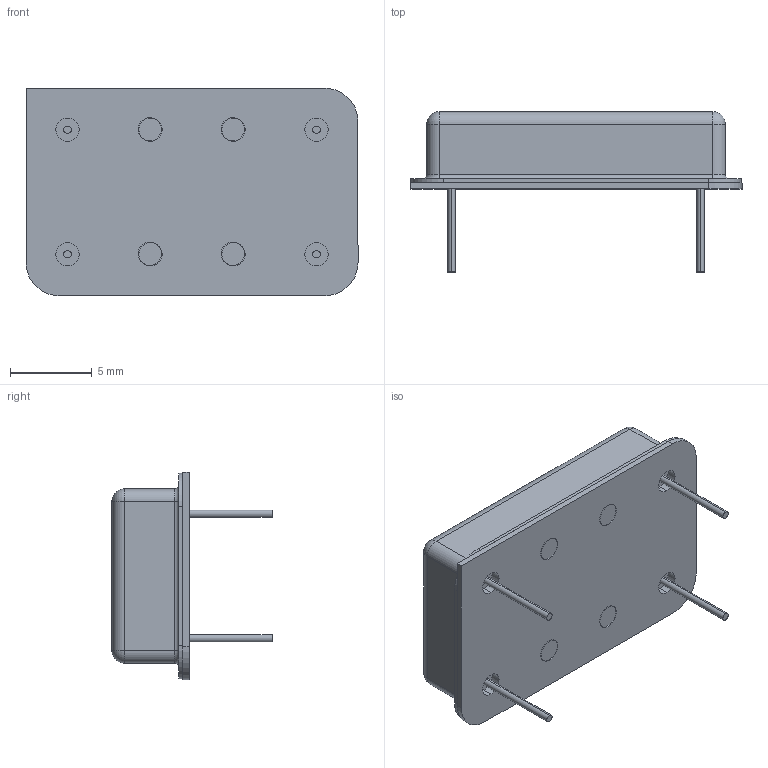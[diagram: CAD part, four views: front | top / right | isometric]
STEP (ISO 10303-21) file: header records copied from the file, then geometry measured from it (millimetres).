
FILE_DESCRIPTION (( 'STEP AP214' ), '1' );
FILE_NAME ('QT141.STEP', '2023-08-09T18:49:19', ( '' ), ( '' ), 'SwSTEP 2.0', 'SolidWorks 2022', '' );
FILE_SCHEMA (( 'AUTOMOTIVE_DESIGN' ));
Length unit declared in the file: inch
Products named in the file (1): QT141
Bounding box: 20.32 x 9.8 x 12.7 mm (x, y, z)
Volume: 403.2 mm3; surface area: 1666.7 mm2
Topology: 10 solids, 10 shells, 305 faces, 727 edges, 466 vertices
Faces by surface type: plane 169, cylinder 87, bspline 31, sphere 8, cone 6, torus 4
Entity records: 14755 total; most frequent: CARTESIAN_POINT 3629, ORIENTED_EDGE 1438, DIRECTION 1393, EDGE_CURVE 719, LINE 469, VECTOR 469, VERTEX_POINT 466, AXIS2_PLACEMENT_3D 462
